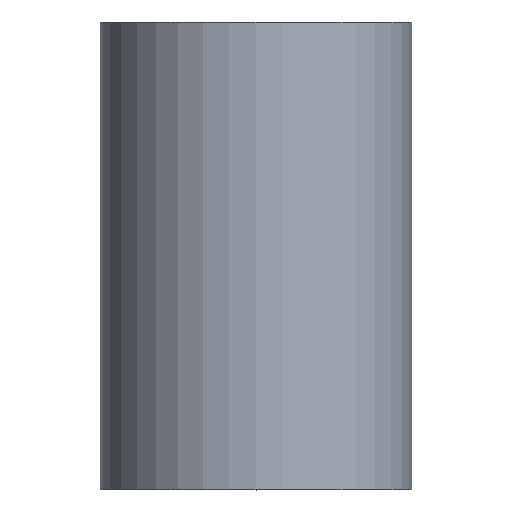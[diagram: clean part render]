
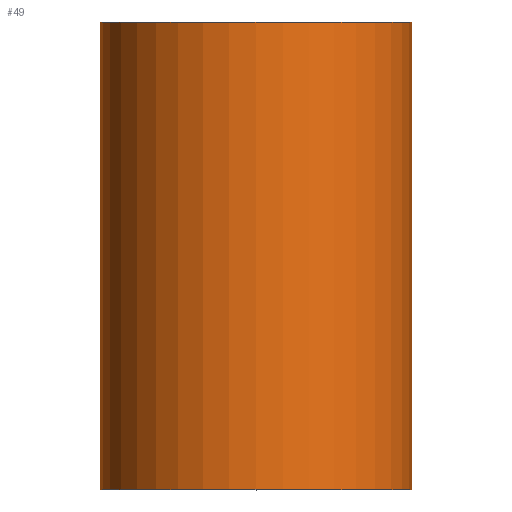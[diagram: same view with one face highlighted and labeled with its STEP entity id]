
A CAD part, top view. The second image highlights one B-rep face of the part: STEP entity #49.
In plain terms, the highlighted cylindrical face has radius 5 mm (diameter 10 mm), a full revolution.
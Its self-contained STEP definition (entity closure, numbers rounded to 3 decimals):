
#49 = ADVANCED_FACE( '', ( #98, #99 ), #100, .T. );
#98 = FACE_OUTER_BOUND( '', #139, .T. );
#99 = FACE_OUTER_BOUND( '', #140, .T. );
#100 = CYLINDRICAL_SURFACE( '', #141, 5. );
#139 = EDGE_LOOP( '', ( #190 ) );
#140 = EDGE_LOOP( '', ( #191 ) );
#141 = AXIS2_PLACEMENT_3D( '', #192, #193, #194 );
#190 = ORIENTED_EDGE( '', *, *, #205, .F. );
#191 = ORIENTED_EDGE( '', *, *, #208, .T. );
#192 = CARTESIAN_POINT( '', ( 0., 0., 0. ) );
#193 = DIRECTION( '', ( 0., 1., 0. ) );
#194 = DIRECTION( '', ( 0., 0., -1. ) );
#205 = EDGE_CURVE( '', #227, #227, #228, .T. );
#208 = EDGE_CURVE( '', #231, #231, #232, .T. );
#227 = VERTEX_POINT( '', #252 );
#228 = CIRCLE( '', #253, 5. );
#231 = VERTEX_POINT( '', #256 );
#232 = CIRCLE( '', #257, 5. );
#252 = CARTESIAN_POINT( '', ( 0., -7.5, -5. ) );
#253 = AXIS2_PLACEMENT_3D( '', #277, #278, #279 );
#256 = CARTESIAN_POINT( '', ( 0., 7.5, -5. ) );
#257 = AXIS2_PLACEMENT_3D( '', #280, #281, #282 );
#277 = CARTESIAN_POINT( '', ( 0., -7.5, 0. ) );
#278 = DIRECTION( '', ( 0., -1., 0. ) );
#279 = DIRECTION( '', ( 0., 0., -1. ) );
#280 = CARTESIAN_POINT( '', ( 0., 7.5, 0. ) );
#281 = DIRECTION( '', ( 0., -1., 0. ) );
#282 = DIRECTION( '', ( 0., 0., -1. ) );
